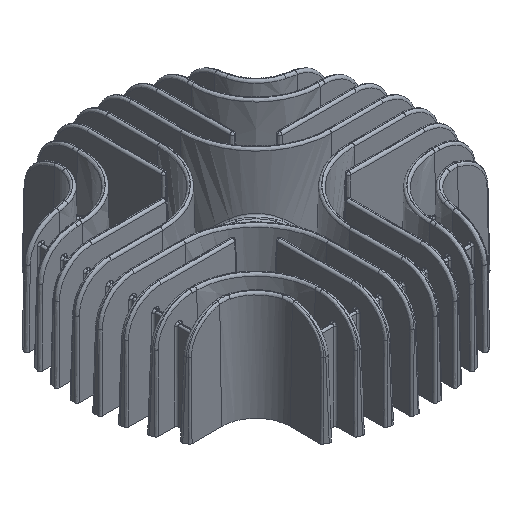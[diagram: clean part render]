
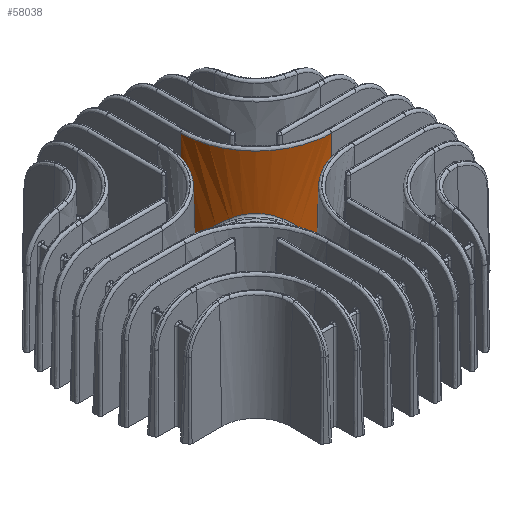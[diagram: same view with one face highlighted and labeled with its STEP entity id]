
A CAD part, isometric view. The second image highlights one B-rep face of the part: STEP entity #58038.
In plain terms, the highlighted free-form (B-spline) face has degree [2, 1] with [3, 2] control points.
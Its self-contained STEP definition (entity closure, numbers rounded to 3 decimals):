
#4927 = VERTEX_POINT('',#4928);
#4928 = CARTESIAN_POINT('',(3.336,36.134,
    0.));
#4950 = EDGE_CURVE('',#4927,#4951,#4953,.T.);
#4951 = VERTEX_POINT('',#4952);
#4952 = CARTESIAN_POINT('',(3.271,38.267,0.));
#4953 = ( BOUNDED_CURVE() B_SPLINE_CURVE(2,(#4954,#4955,#4956),
.UNSPECIFIED.,.F.,.F.) B_SPLINE_CURVE_WITH_KNOTS((3,3),(3.081,
3.142),.PIECEWISE_BEZIER_KNOTS.) CURVE() 
GEOMETRIC_REPRESENTATION_ITEM() RATIONAL_B_SPLINE_CURVE((1.,
1.,1.)) REPRESENTATION_ITEM('') );
#4954 = CARTESIAN_POINT('',(3.336,36.134,0.));
#4955 = CARTESIAN_POINT('',(3.271,37.2,0.));
#4956 = CARTESIAN_POINT('',(3.271,38.267,0.));
#5634 = VERTEX_POINT('',#5635);
#5635 = CARTESIAN_POINT('',(38.267,3.271,0.));
#5640 = EDGE_CURVE('',#5634,#5641,#5643,.T.);
#5641 = VERTEX_POINT('',#5642);
#5642 = CARTESIAN_POINT('',(36.134,3.336,
    0.));
#5643 = ( BOUNDED_CURVE() B_SPLINE_CURVE(2,(#5644,#5645,#5646),
.UNSPECIFIED.,.F.,.F.) B_SPLINE_CURVE_WITH_KNOTS((3,3),(1.571,
1.632),.PIECEWISE_BEZIER_KNOTS.) CURVE() 
GEOMETRIC_REPRESENTATION_ITEM() RATIONAL_B_SPLINE_CURVE((1.,
1.,1.)) REPRESENTATION_ITEM('') );
#5644 = CARTESIAN_POINT('',(38.267,3.271,0.));
#5645 = CARTESIAN_POINT('',(37.2,3.271,0.));
#5646 = CARTESIAN_POINT('',(36.134,3.336,0.));
#21313 = VERTEX_POINT('',#21314);
#21314 = CARTESIAN_POINT('',(3.41,36.066,
    3.961));
#21320 = EDGE_CURVE('',#21313,#4927,#21321,.T.);
#21321 = B_SPLINE_CURVE_WITH_KNOTS('',3,(#21322,#21323,#21324,#21325),
  .UNSPECIFIED.,.F.,.F.,(4,4),(-0.457,-0.075),
  .PIECEWISE_BEZIER_KNOTS.);
#21322 = CARTESIAN_POINT('',(3.41,36.066,
    3.961));
#21323 = CARTESIAN_POINT('',(3.385,36.089,
    2.641));
#21324 = CARTESIAN_POINT('',(3.361,36.111,
    1.32));
#21325 = CARTESIAN_POINT('',(3.336,36.134,
    0.));
#21354 = VERTEX_POINT('',#21355);
#21355 = CARTESIAN_POINT('',(3.541,34.991,
    6.605));
#21361 = EDGE_CURVE('',#21354,#21313,#21362,.T.);
#21362 = B_SPLINE_CURVE_WITH_KNOTS('',3,(#21363,#21364,#21365,#21366),
  .UNSPECIFIED.,.F.,.F.,(4,4),(-0.281,0.),
  .PIECEWISE_BEZIER_KNOTS.);
#21363 = CARTESIAN_POINT('',(3.541,34.991,
    6.605));
#21364 = CARTESIAN_POINT('',(3.466,35.652,
    5.909));
#21365 = CARTESIAN_POINT('',(3.428,36.05,
    4.933));
#21366 = CARTESIAN_POINT('',(3.41,36.066,
    3.961));
#21393 = VERTEX_POINT('',#21394);
#21394 = CARTESIAN_POINT('',(8.447,20.655,
    20.82));
#21400 = EDGE_CURVE('',#21393,#21354,#21401,.T.);
#21401 = B_SPLINE_CURVE_WITH_KNOTS('',3,(#21402,#21403,#21404,#21405,
    #21406,#21407),.UNSPECIFIED.,.F.,.F.,(4,1,1,4),(-2.035,
    -1.453,-0.872,0.),.UNSPECIFIED.);
#21402 = CARTESIAN_POINT('',(8.447,20.655,
    20.82));
#21403 = CARTESIAN_POINT('',(7.594,22.062,
    19.718));
#21404 = CARTESIAN_POINT('',(6.19,24.8,
    17.179));
#21405 = CARTESIAN_POINT('',(4.462,29.526,
    12.358));
#21406 = CARTESIAN_POINT('',(3.772,32.94,
    8.764));
#21407 = CARTESIAN_POINT('',(3.541,34.991,
    6.605));
#21452 = VERTEX_POINT('',#21453);
#21453 = CARTESIAN_POINT('',(20.655,8.447,
    20.82));
#21459 = EDGE_CURVE('',#21452,#21393,#21460,.T.);
#21460 = B_SPLINE_CURVE_WITH_KNOTS('',3,(#21461,#21462,#21463,#21464,
    #21465,#21466,#21467),.UNSPECIFIED.,.F.,.F.,(4,1,1,1,4),(
    -1.825,-1.304,-0.782,-0.261,0.),
  .UNSPECIFIED.);
#21461 = CARTESIAN_POINT('',(20.655,8.447,
    20.82));
#21462 = CARTESIAN_POINT('',(19.392,9.213,
    21.809));
#21463 = CARTESIAN_POINT('',(16.726,11.04,
    23.44));
#21464 = CARTESIAN_POINT('',(12.773,14.7,
    23.972));
#21465 = CARTESIAN_POINT('',(10.086,18.081,
    22.678));
#21466 = CARTESIAN_POINT('',(8.83,20.024,
    21.315));
#21467 = CARTESIAN_POINT('',(8.447,20.655,
    20.82));
#21527 = VERTEX_POINT('',#21528);
#21528 = CARTESIAN_POINT('',(34.991,3.541,
    6.605));
#21534 = EDGE_CURVE('',#21527,#21452,#21535,.T.);
#21535 = B_SPLINE_CURVE_WITH_KNOTS('',3,(#21536,#21537,#21538,#21539,
    #21540,#21541),.UNSPECIFIED.,.F.,.F.,(4,1,1,4),(-2.035,
    -1.163,-0.581,0.),.UNSPECIFIED.);
#21536 = CARTESIAN_POINT('',(34.991,3.541,
    6.605));
#21537 = CARTESIAN_POINT('',(32.94,3.772,
    8.765));
#21538 = CARTESIAN_POINT('',(29.532,4.461,
    12.351));
#21539 = CARTESIAN_POINT('',(24.807,6.187,
    17.173));
#21540 = CARTESIAN_POINT('',(22.063,7.594,
    19.717));
#21541 = CARTESIAN_POINT('',(20.655,8.447,
    20.82));
#21588 = VERTEX_POINT('',#21589);
#21589 = CARTESIAN_POINT('',(36.066,3.41,
    3.961));
#21595 = EDGE_CURVE('',#21588,#21527,#21596,.T.);
#21596 = B_SPLINE_CURVE_WITH_KNOTS('',3,(#21597,#21598,#21599,#21600),
  .UNSPECIFIED.,.F.,.F.,(4,4),(-0.281,0.),
  .PIECEWISE_BEZIER_KNOTS.);
#21597 = CARTESIAN_POINT('',(36.066,3.41,
    3.961));
#21598 = CARTESIAN_POINT('',(36.05,3.428,
    4.933));
#21599 = CARTESIAN_POINT('',(35.652,3.466,
    5.909));
#21600 = CARTESIAN_POINT('',(34.991,3.541,
    6.605));
#21627 = EDGE_CURVE('',#5641,#21588,#21628,.T.);
#21628 = B_SPLINE_CURVE_WITH_KNOTS('',3,(#21629,#21630,#21631,#21632),
  .UNSPECIFIED.,.F.,.F.,(4,4),(-0.382,0.),
  .PIECEWISE_BEZIER_KNOTS.);
#21629 = CARTESIAN_POINT('',(36.134,3.336,
    0.));
#21630 = CARTESIAN_POINT('',(36.111,3.361,
    1.32));
#21631 = CARTESIAN_POINT('',(36.089,3.385,
    2.641));
#21632 = CARTESIAN_POINT('',(36.066,3.41,
    3.961));
#57813 = VERTEX_POINT('',#57814);
#57814 = CARTESIAN_POINT('',(38.267,4.105,
    47.787));
#57844 = VERTEX_POINT('',#57845);
#57845 = CARTESIAN_POINT('',(4.105,38.267,
    47.787));
#57851 = EDGE_CURVE('',#57844,#57813,#57852,.T.);
#57852 = ( BOUNDED_CURVE() B_SPLINE_CURVE(2,(#57853,#57854,#57855),
.UNSPECIFIED.,.F.,.F.) B_SPLINE_CURVE_WITH_KNOTS((3,3),(5.498,
7.069),.PIECEWISE_BEZIER_KNOTS.) CURVE() 
GEOMETRIC_REPRESENTATION_ITEM() RATIONAL_B_SPLINE_CURVE((1.,
0.707,1.)) REPRESENTATION_ITEM('') );
#57853 = CARTESIAN_POINT('',(4.105,38.267,
    47.787));
#57854 = CARTESIAN_POINT('',(4.105,4.105,47.787
    ));
#57855 = CARTESIAN_POINT('',(38.267,4.105,
    47.787));
#58023 = EDGE_CURVE('',#5634,#57813,#58024,.T.);
#58024 = B_SPLINE_CURVE_WITH_KNOTS('',1,(#58025,#58026),.UNSPECIFIED.,
  .F.,.F.,(2,2),(0.,46.024),.PIECEWISE_BEZIER_KNOTS.);
#58025 = CARTESIAN_POINT('',(38.267,3.271,0.));
#58026 = CARTESIAN_POINT('',(38.267,4.105,
    47.787));
#58038 = ADVANCED_FACE('',(#58039),#58057,.T.);
#58039 = FACE_BOUND('',#58040,.T.);
#58040 = EDGE_LOOP('',(#58041,#58042,#58043,#58044,#58045,#58050,#58051,
    #58052,#58053,#58054,#58055,#58056));
#58041 = ORIENTED_EDGE('',*,*,#21627,.F.);
#58042 = ORIENTED_EDGE('',*,*,#5640,.F.);
#58043 = ORIENTED_EDGE('',*,*,#58023,.T.);
#58044 = ORIENTED_EDGE('',*,*,#57851,.F.);
#58045 = ORIENTED_EDGE('',*,*,#58046,.F.);
#58046 = EDGE_CURVE('',#4951,#57844,#58047,.T.);
#58047 = B_SPLINE_CURVE_WITH_KNOTS('',1,(#58048,#58049),.UNSPECIFIED.,
  .F.,.F.,(2,2),(0.,46.024),.PIECEWISE_BEZIER_KNOTS.);
#58048 = CARTESIAN_POINT('',(3.271,38.267,0.));
#58049 = CARTESIAN_POINT('',(4.105,38.267,
    47.787));
#58050 = ORIENTED_EDGE('',*,*,#4950,.F.);
#58051 = ORIENTED_EDGE('',*,*,#21320,.F.);
#58052 = ORIENTED_EDGE('',*,*,#21361,.F.);
#58053 = ORIENTED_EDGE('',*,*,#21400,.F.);
#58054 = ORIENTED_EDGE('',*,*,#21459,.F.);
#58055 = ORIENTED_EDGE('',*,*,#21534,.F.);
#58056 = ORIENTED_EDGE('',*,*,#21595,.F.);
#58057 = ( BOUNDED_SURFACE() B_SPLINE_SURFACE(2,1,(
    (#58058,#58059)
    ,(#58060,#58061)
    ,(#58062,#58063
)),.UNSPECIFIED.,.F.,.F.,.F.) B_SPLINE_SURFACE_WITH_KNOTS((3,3),(2,2),(
    1.571,3.142),(-46.024,0.),
.PIECEWISE_BEZIER_KNOTS.) GEOMETRIC_REPRESENTATION_ITEM() 
RATIONAL_B_SPLINE_SURFACE((
    (1.,1.)
    ,(0.707,0.707)
,(1.,1.))) REPRESENTATION_ITEM('') SURFACE() );
#58058 = CARTESIAN_POINT('',(38.267,4.105,
    47.787));
#58059 = CARTESIAN_POINT('',(38.267,3.271,
    0.));
#58060 = CARTESIAN_POINT('',(4.105,4.105,
    47.787));
#58061 = CARTESIAN_POINT('',(3.271,3.271,
    0.));
#58062 = CARTESIAN_POINT('',(4.105,38.267,
    47.787));
#58063 = CARTESIAN_POINT('',(3.271,38.267,
    0.));
